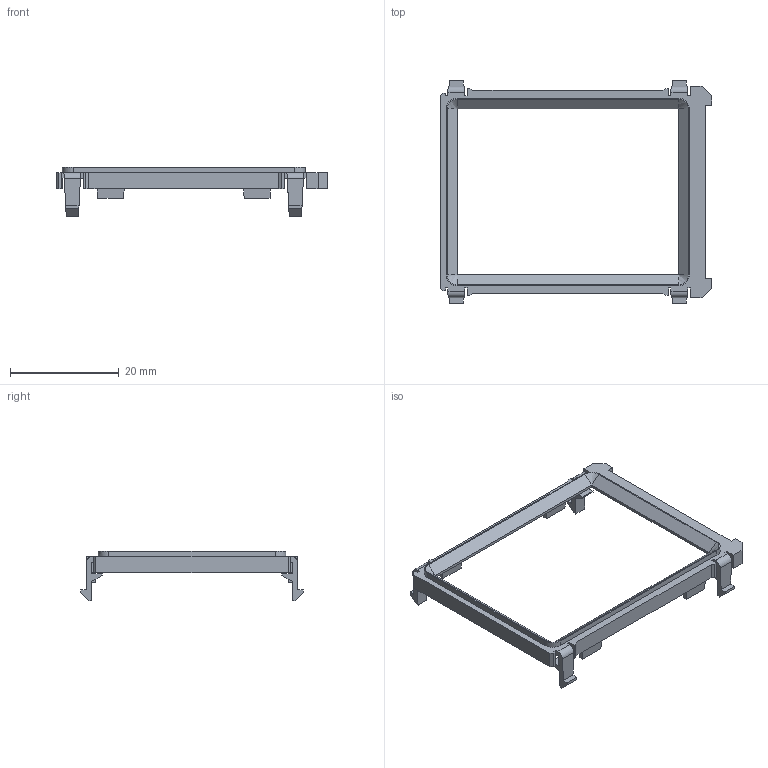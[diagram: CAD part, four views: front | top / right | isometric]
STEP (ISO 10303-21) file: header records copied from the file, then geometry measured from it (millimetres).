
FILE_DESCRIPTION(('FreeCAD Model'),'2;1');
FILE_NAME('Open CASCADE Shape Model','2025-07-22T10:18:59',('FreeCAD'),( 'FreeCAD'),'Open CASCADE STEP processor 7.7','FreeCAD','Unknown');
FILE_SCHEMA(('AUTOMOTIVE_DESIGN { 1 0 10303 214 1 1 1 1 }'));
Length unit declared in the file: millimetre
Products named in the file (1): Open CASCADE STEP translator 7.7 1
Bounding box: 50.1 x 41 x 9.15 mm (x, y, z)
Volume: 1079.4 mm3; surface area: 2576.8 mm2
Topology: 1 solids, 1 shells, 215 faces, 614 edges, 402 vertices
Faces by surface type: plane 183, bspline 16, cylinder 12, revolution 4
Entity records: 6872 total; most frequent: CARTESIAN_POINT 1300, ORIENTED_EDGE 1228, DIRECTION 1028, EDGE_CURVE 614, LINE 572, VECTOR 572, VERTEX_POINT 402, AXIS2_PLACEMENT_3D 226
